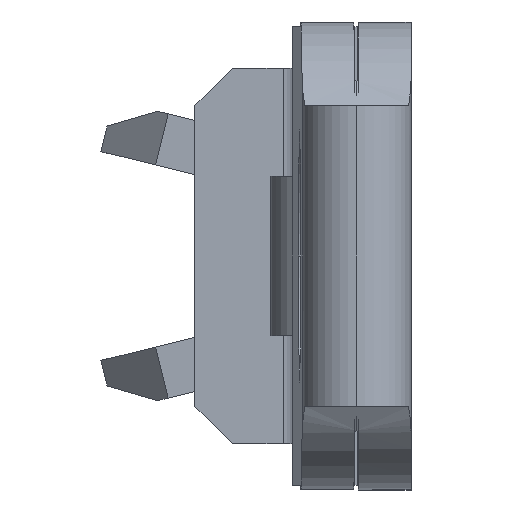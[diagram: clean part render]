
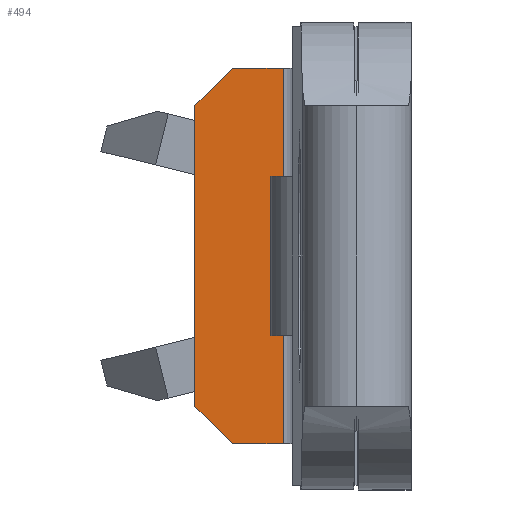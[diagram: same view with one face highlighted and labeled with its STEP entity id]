
A CAD part, left-side view. The second image highlights one B-rep face of the part: STEP entity #494.
In plain terms, the highlighted planar face has unit normal (-1, 0, 0).
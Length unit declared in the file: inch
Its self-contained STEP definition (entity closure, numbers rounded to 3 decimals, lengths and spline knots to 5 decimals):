
#51 = CARTESIAN_POINT ( 'NONE',  ( 0.861, 0.086, 0.1 ) ) ;
#165 = DIRECTION ( 'NONE',  ( 0., -0.707, -0.707 ) ) ;
#386 = DIRECTION ( 'NONE',  ( 0., 0., -1. ) ) ;
#404 = DIRECTION ( 'NONE',  ( 0., 0.707, -0.707 ) ) ;
#494 = ADVANCED_FACE ( 'NONE', ( #4011 ), #5611, .F. ) ;
#563 = VECTOR ( 'NONE', #3240, 39.37008 ) ;
#662 = EDGE_CURVE ( 'NONE', #2894, #3227, #2065, .T. ) ;
#751 = CARTESIAN_POINT ( 'NONE',  ( 0.861, 0.066, -0.1 ) ) ;
#927 = LINE ( 'NONE', #4467, #5572 ) ;
#988 = CARTESIAN_POINT ( 'NONE',  ( 0.861, 0.086, -0.1 ) ) ;
#1768 = DIRECTION ( 'NONE',  ( 0., 0., -1. ) ) ;
#2045 = EDGE_CURVE ( 'NONE', #3227, #3661, #3400, .T. ) ;
#2051 = VECTOR ( 'NONE', #404, 39.37008 ) ;
#2065 = LINE ( 'NONE', #51, #4584 ) ;
#2246 = VECTOR ( 'NONE', #4280, 39.37008 ) ;
#2402 = CARTESIAN_POINT ( 'NONE',  ( 0.861, 0.066, -0.1 ) ) ;
#2632 = VERTEX_POINT ( 'NONE', #751 ) ;
#2648 = CARTESIAN_POINT ( 'NONE',  ( 0.861, 0.066, 0.1 ) ) ;
#2674 = LINE ( 'NONE', #2402, #3750 ) ;
#2792 = EDGE_CURVE ( 'NONE', #2894, #3836, #927, .T. ) ;
#2894 = VERTEX_POINT ( 'NONE', #5285 ) ;
#2903 = CARTESIAN_POINT ( 'NONE',  ( 0.861, 0.086, 0.1245 ) ) ;
#2904 = ORIENTED_EDGE ( 'NONE', *, *, #662, .T. ) ;
#2920 = ORIENTED_EDGE ( 'NONE', *, *, #2045, .T. ) ;
#2938 = ORIENTED_EDGE ( 'NONE', *, *, #3229, .T. ) ;
#2968 = ORIENTED_EDGE ( 'NONE', *, *, #3161, .T. ) ;
#2985 = ORIENTED_EDGE ( 'NONE', *, *, #4777, .T. ) ;
#2990 = ORIENTED_EDGE ( 'NONE', *, *, #2792, .F. ) ;
#3090 = DIRECTION ( 'NONE',  ( 1., 0., 0. ) ) ;
#3161 = EDGE_CURVE ( 'NONE', #3735, #2632, #2674, .T. ) ;
#3227 = VERTEX_POINT ( 'NONE', #3830 ) ;
#3229 = EDGE_CURVE ( 'NONE', #3661, #3735, #3460, .T. ) ;
#3240 = DIRECTION ( 'NONE',  ( 0., -1., 0. ) ) ;
#3400 = LINE ( 'NONE', #2648, #2051 ) ;
#3460 = LINE ( 'NONE', #2903, #2246 ) ;
#3661 = VERTEX_POINT ( 'NONE', #4895 ) ;
#3670 = DIRECTION ( 'NONE',  ( 0., 1., 0. ) ) ;
#3735 = VERTEX_POINT ( 'NONE', #4160 ) ;
#3750 = VECTOR ( 'NONE', #165, 39.37008 ) ;
#3830 = CARTESIAN_POINT ( 'NONE',  ( 0.861, 0.066, 0.1 ) ) ;
#3836 = VERTEX_POINT ( 'NONE', #4968 ) ;
#4011 = FACE_OUTER_BOUND ( 'NONE', #5365, .T. ) ;
#4160 = CARTESIAN_POINT ( 'NONE',  ( 0.861, 0.086, -0.08 ) ) ;
#4280 = DIRECTION ( 'NONE',  ( 0., 0., -1. ) ) ;
#4467 = CARTESIAN_POINT ( 'NONE',  ( 0.861, 0.039, 0.1245 ) ) ;
#4584 = VECTOR ( 'NONE', #3670, 39.37008 ) ;
#4777 = EDGE_CURVE ( 'NONE', #2632, #3836, #5254, .T. ) ;
#4808 = CARTESIAN_POINT ( 'NONE',  ( 0.861, 0.086, 0.1245 ) ) ;
#4895 = CARTESIAN_POINT ( 'NONE',  ( 0.861, 0.086, 0.08 ) ) ;
#4968 = CARTESIAN_POINT ( 'NONE',  ( 0.861, 0.039, -0.1 ) ) ;
#5254 = LINE ( 'NONE', #988, #563 ) ;
#5285 = CARTESIAN_POINT ( 'NONE',  ( 0.861, 0.039, 0.1 ) ) ;
#5365 = EDGE_LOOP ( 'NONE', ( #2904, #2920, #2938, #2968, #2985, #2990 ) ) ;
#5551 = AXIS2_PLACEMENT_3D ( 'NONE', #4808, #3090, #386 ) ;
#5572 = VECTOR ( 'NONE', #1768, 39.37008 ) ;
#5611 = PLANE ( 'NONE',  #5551 ) ;
